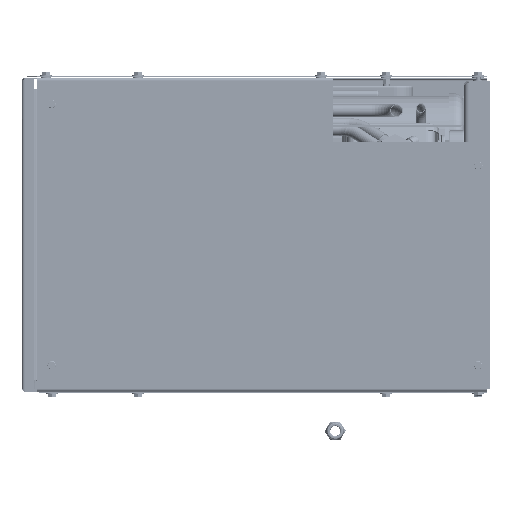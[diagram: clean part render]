
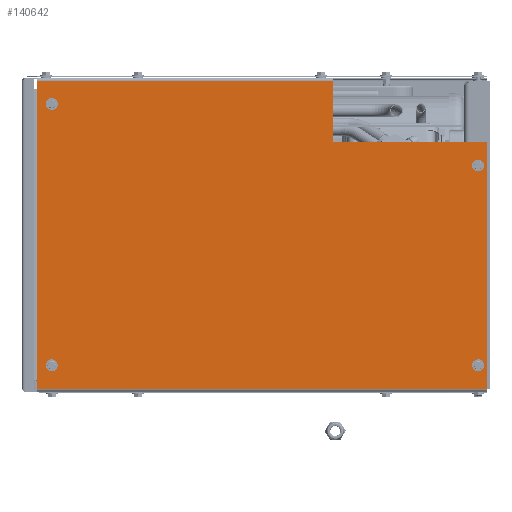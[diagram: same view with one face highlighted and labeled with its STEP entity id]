
A CAD part, left-side view. The second image highlights one B-rep face of the part: STEP entity #140642.
In plain terms, the highlighted face is planar.
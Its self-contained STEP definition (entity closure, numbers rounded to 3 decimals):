
#139340=DIRECTION('',(0.,-1.,0.));
#139341=VECTOR('',#139340,298.);
#139342=CARTESIAN_POINT('',(-155.,453.,-1.5));
#139343=LINE('',#139342,#139341);
#139378=DIRECTION('',(0.,1.,0.));
#139379=VECTOR('',#139378,453.);
#139380=CARTESIAN_POINT('',(155.,0.,-1.5));
#139381=LINE('',#139380,#139379);
#139593=DIRECTION('',(1.,0.,0.));
#139594=VECTOR('',#139593,62.);
#139595=CARTESIAN_POINT('',(-155.,155.,-1.5));
#139596=LINE('',#139595,#139594);
#139597=DIRECTION('',(0.,-1.,0.));
#139598=VECTOR('',#139597,155.);
#139599=CARTESIAN_POINT('',(-93.,155.,-1.5));
#139600=LINE('',#139599,#139598);
#139601=DIRECTION('',(1.,0.,0.));
#139602=VECTOR('',#139601,248.);
#139603=CARTESIAN_POINT('',(-93.,0.,-1.5));
#139604=LINE('',#139603,#139602);
#139605=DIRECTION('',(1.,0.,0.));
#139606=VECTOR('',#139605,310.);
#139607=CARTESIAN_POINT('',(-155.,453.,-1.5));
#139608=LINE('',#139607,#139606);
#139609=DIRECTION('',(-1.,0.,0.));
#139610=VECTOR('',#139609,2.);
#139611=CARTESIAN_POINT('',(-68.5,12.5,-1.5));
#139612=LINE('',#139611,#139610);
#139613=CARTESIAN_POINT('',(-68.5,9.,-1.5));
#139614=DIRECTION('',(0.,0.,-1.));
#139615=DIRECTION('',(0.,1.,0.));
#139616=AXIS2_PLACEMENT_3D('',#139613,#139614,#139615);
#139618=DIRECTION('',(1.,0.,0.));
#139619=VECTOR('',#139618,2.);
#139620=CARTESIAN_POINT('',(-70.5,5.5,-1.5));
#139621=LINE('',#139620,#139619);
#139622=CARTESIAN_POINT('',(-70.5,9.,-1.5));
#139623=DIRECTION('',(0.,0.,-1.));
#139624=DIRECTION('',(0.,-1.,0.));
#139625=AXIS2_PLACEMENT_3D('',#139622,#139623,#139624);
#139627=DIRECTION('',(-1.,0.,0.));
#139628=VECTOR('',#139627,2.);
#139629=CARTESIAN_POINT('',(132.5,12.5,-1.5));
#139630=LINE('',#139629,#139628);
#139631=CARTESIAN_POINT('',(132.5,9.,-1.5));
#139632=DIRECTION('',(0.,0.,-1.));
#139633=DIRECTION('',(0.,1.,0.));
#139634=AXIS2_PLACEMENT_3D('',#139631,#139632,#139633);
#139636=DIRECTION('',(1.,0.,0.));
#139637=VECTOR('',#139636,2.);
#139638=CARTESIAN_POINT('',(130.5,5.5,-1.5));
#139639=LINE('',#139638,#139637);
#139640=CARTESIAN_POINT('',(130.5,9.,-1.5));
#139641=DIRECTION('',(0.,0.,-1.));
#139642=DIRECTION('',(0.,-1.,0.));
#139643=AXIS2_PLACEMENT_3D('',#139640,#139641,#139642);
#139645=CARTESIAN_POINT('',(-132.5,438.,-1.5));
#139646=DIRECTION('',(0.,0.,-1.));
#139647=DIRECTION('',(0.,-1.,0.));
#139648=AXIS2_PLACEMENT_3D('',#139645,#139646,#139647);
#139650=DIRECTION('',(-1.,0.,0.));
#139651=VECTOR('',#139650,2.);
#139652=CARTESIAN_POINT('',(-130.5,441.5,-1.5));
#139653=LINE('',#139652,#139651);
#139654=CARTESIAN_POINT('',(-130.5,438.,-1.5));
#139655=DIRECTION('',(0.,0.,-1.));
#139656=DIRECTION('',(0.,1.,0.));
#139657=AXIS2_PLACEMENT_3D('',#139654,#139655,#139656);
#139659=DIRECTION('',(1.,0.,0.));
#139660=VECTOR('',#139659,2.);
#139661=CARTESIAN_POINT('',(-132.5,434.5,-1.5));
#139662=LINE('',#139661,#139660);
#139663=DIRECTION('',(-1.,0.,0.));
#139664=VECTOR('',#139663,2.);
#139665=CARTESIAN_POINT('',(132.5,441.5,-1.5));
#139666=LINE('',#139665,#139664);
#139667=CARTESIAN_POINT('',(132.5,438.,-1.5));
#139668=DIRECTION('',(0.,0.,-1.));
#139669=DIRECTION('',(0.,1.,0.));
#139670=AXIS2_PLACEMENT_3D('',#139667,#139668,#139669);
#139672=DIRECTION('',(1.,0.,0.));
#139673=VECTOR('',#139672,2.);
#139674=CARTESIAN_POINT('',(130.5,434.5,-1.5));
#139675=LINE('',#139674,#139673);
#139676=CARTESIAN_POINT('',(130.5,438.,-1.5));
#139677=DIRECTION('',(0.,0.,-1.));
#139678=DIRECTION('',(0.,-1.,0.));
#139679=AXIS2_PLACEMENT_3D('',#139676,#139677,#139678);
#139865=CARTESIAN_POINT('',(155.,453.,-1.5));
#139866=VERTEX_POINT('',#139865);
#139867=CARTESIAN_POINT('',(155.,0.,-1.5));
#139868=VERTEX_POINT('',#139867);
#139913=CARTESIAN_POINT('',(132.5,441.5,-1.5));
#139914=CARTESIAN_POINT('',(130.5,441.5,-1.5));
#139915=VERTEX_POINT('',#139913);
#139916=VERTEX_POINT('',#139914);
#139917=CARTESIAN_POINT('',(130.5,434.5,-1.5));
#139918=VERTEX_POINT('',#139917);
#139919=CARTESIAN_POINT('',(132.5,434.5,-1.5));
#139920=VERTEX_POINT('',#139919);
#139921=CARTESIAN_POINT('',(-132.5,434.5,-1.5));
#139922=CARTESIAN_POINT('',(-132.5,441.5,-1.5));
#139923=VERTEX_POINT('',#139921);
#139924=VERTEX_POINT('',#139922);
#139925=CARTESIAN_POINT('',(-130.5,434.5,-1.5));
#139926=VERTEX_POINT('',#139925);
#139927=CARTESIAN_POINT('',(-130.5,441.5,-1.5));
#139928=VERTEX_POINT('',#139927);
#139945=CARTESIAN_POINT('',(132.5,12.5,-1.5));
#139946=CARTESIAN_POINT('',(130.5,12.5,-1.5));
#139947=VERTEX_POINT('',#139945);
#139948=VERTEX_POINT('',#139946);
#139949=CARTESIAN_POINT('',(130.5,5.5,-1.5));
#139950=VERTEX_POINT('',#139949);
#139951=CARTESIAN_POINT('',(132.5,5.5,-1.5));
#139952=VERTEX_POINT('',#139951);
#139953=CARTESIAN_POINT('',(-68.5,12.5,-1.5));
#139954=CARTESIAN_POINT('',(-70.5,12.5,-1.5));
#139955=VERTEX_POINT('',#139953);
#139956=VERTEX_POINT('',#139954);
#139957=CARTESIAN_POINT('',(-70.5,5.5,-1.5));
#139958=VERTEX_POINT('',#139957);
#139959=CARTESIAN_POINT('',(-68.5,5.5,-1.5));
#139960=VERTEX_POINT('',#139959);
#139969=CARTESIAN_POINT('',(-155.,155.,-1.5));
#139970=VERTEX_POINT('',#139969);
#139971=CARTESIAN_POINT('',(-155.,453.,-1.5));
#139972=VERTEX_POINT('',#139971);
#140085=CARTESIAN_POINT('',(-93.,155.,-1.5));
#140086=CARTESIAN_POINT('',(-93.,0.,-1.5));
#140087=VERTEX_POINT('',#140085);
#140088=VERTEX_POINT('',#140086);
#140589=CARTESIAN_POINT('',(0.,0.,-1.5));
#140590=DIRECTION('',(0.,0.,1.));
#140591=DIRECTION('',(1.,0.,0.));
#140592=AXIS2_PLACEMENT_3D('',#140589,#140590,#140591);
#140593=PLANE('',#140592);
#140594=ORIENTED_EDGE('',*,*,#140273,.T.);
#140595=ORIENTED_EDGE('',*,*,#140301,.T.);
#140596=ORIENTED_EDGE('',*,*,#140315,.T.);
#140597=ORIENTED_EDGE('',*,*,#140329,.T.);
#140598=ORIENTED_EDGE('',*,*,#140359,.T.);
#140599=ORIENTED_EDGE('',*,*,#140545,.F.);
#140600=EDGE_LOOP('',(#140594,#140595,#140596,#140597,#140598,#140599));
#140601=FACE_OUTER_BOUND('',#140600,.F.);
#140603=ORIENTED_EDGE('',*,*,#140602,.F.);
#140605=ORIENTED_EDGE('',*,*,#140604,.T.);
#140607=ORIENTED_EDGE('',*,*,#140606,.F.);
#140609=ORIENTED_EDGE('',*,*,#140608,.T.);
#140610=EDGE_LOOP('',(#140603,#140605,#140607,#140609));
#140611=FACE_BOUND('',#140610,.F.);
#140613=ORIENTED_EDGE('',*,*,#140612,.F.);
#140615=ORIENTED_EDGE('',*,*,#140614,.T.);
#140617=ORIENTED_EDGE('',*,*,#140616,.F.);
#140619=ORIENTED_EDGE('',*,*,#140618,.T.);
#140620=EDGE_LOOP('',(#140613,#140615,#140617,#140619));
#140621=FACE_BOUND('',#140620,.F.);
#140623=ORIENTED_EDGE('',*,*,#140622,.T.);
#140625=ORIENTED_EDGE('',*,*,#140624,.F.);
#140627=ORIENTED_EDGE('',*,*,#140626,.T.);
#140629=ORIENTED_EDGE('',*,*,#140628,.F.);
#140630=EDGE_LOOP('',(#140623,#140625,#140627,#140629));
#140631=FACE_BOUND('',#140630,.F.);
#140633=ORIENTED_EDGE('',*,*,#140632,.F.);
#140635=ORIENTED_EDGE('',*,*,#140634,.T.);
#140637=ORIENTED_EDGE('',*,*,#140636,.F.);
#140639=ORIENTED_EDGE('',*,*,#140638,.T.);
#140640=EDGE_LOOP('',(#140633,#140635,#140637,#140639));
#140641=FACE_BOUND('',#140640,.F.);
#140642=ADVANCED_FACE('',(#140601,#140611,#140621,#140631,#140641),#140593,.F.);
#139617=CIRCLE('',#139616,3.5);
#139626=CIRCLE('',#139625,3.5);
#139635=CIRCLE('',#139634,3.5);
#139644=CIRCLE('',#139643,3.5);
#139649=CIRCLE('',#139648,3.5);
#139658=CIRCLE('',#139657,3.5);
#139671=CIRCLE('',#139670,3.5);
#139680=CIRCLE('',#139679,3.5);
#140273=EDGE_CURVE('',#139972,#139970,#139343,.T.);
#140301=EDGE_CURVE('',#139970,#140087,#139596,.T.);
#140315=EDGE_CURVE('',#140087,#140088,#139600,.T.);
#140329=EDGE_CURVE('',#140088,#139868,#139604,.T.);
#140359=EDGE_CURVE('',#139868,#139866,#139381,.T.);
#140545=EDGE_CURVE('',#139972,#139866,#139608,.T.);
#140602=EDGE_CURVE('',#139955,#139956,#139612,.T.);
#140604=EDGE_CURVE('',#139955,#139960,#139617,.T.);
#140606=EDGE_CURVE('',#139958,#139960,#139621,.T.);
#140608=EDGE_CURVE('',#139958,#139956,#139626,.T.);
#140612=EDGE_CURVE('',#139947,#139948,#139630,.T.);
#140614=EDGE_CURVE('',#139947,#139952,#139635,.T.);
#140616=EDGE_CURVE('',#139950,#139952,#139639,.T.);
#140618=EDGE_CURVE('',#139950,#139948,#139644,.T.);
#140622=EDGE_CURVE('',#139923,#139924,#139649,.T.);
#140624=EDGE_CURVE('',#139928,#139924,#139653,.T.);
#140626=EDGE_CURVE('',#139928,#139926,#139658,.T.);
#140628=EDGE_CURVE('',#139923,#139926,#139662,.T.);
#140632=EDGE_CURVE('',#139915,#139916,#139666,.T.);
#140634=EDGE_CURVE('',#139915,#139920,#139671,.T.);
#140636=EDGE_CURVE('',#139918,#139920,#139675,.T.);
#140638=EDGE_CURVE('',#139918,#139916,#139680,.T.);
